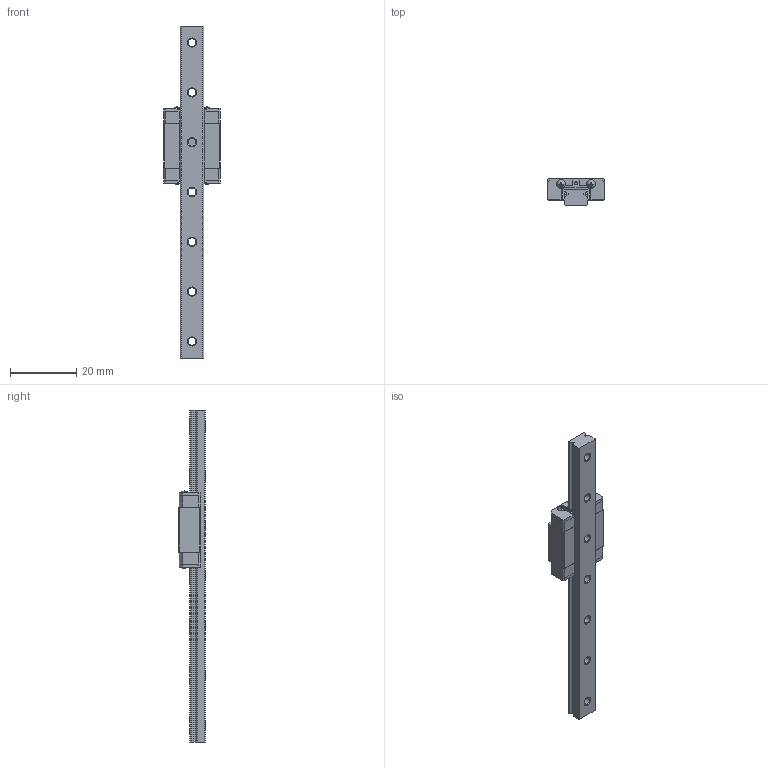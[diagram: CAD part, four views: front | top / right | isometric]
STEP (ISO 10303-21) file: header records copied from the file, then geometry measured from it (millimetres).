
FILE_DESCRIPTION (( 'STEP AP203' ), '1' );
FILE_NAME ('MGN7 with rail.STEP', '2019-04-05T06:28:07', ( '' ), ( '' ), 'SwSTEP 2.0', 'SolidWorks 2018', '' );
FILE_SCHEMA (( 'CONFIG_CONTROL_DESIGN' ));
Length unit declared in the file: millimetre
Products named in the file (3): MGN7 rail_100 mm; MGN7C_MGN7C; MGN7 with rail
Assembly tree (2 placements, depth 2):
  MGN7 with rail
    MGN7 rail_100 mm
    MGN7C_MGN7C
Bounding box: 17 x 8.1 x 100 mm (x, y, z)
Volume: 4669.6 mm3; surface area: 5188.3 mm2
Topology: 10 solids, 10 shells, 354 faces, 953 edges, 618 vertices
Faces by surface type: plane 227, cylinder 79, cone 44, sphere 4
Entity records: 11300 total; most frequent: DIRECTION 1921, CARTESIAN_POINT 1910, ORIENTED_EDGE 1874, EDGE_CURVE 937, VECTOR 671, LINE 671, AXIS2_PLACEMENT_3D 625, VERTEX_POINT 614
